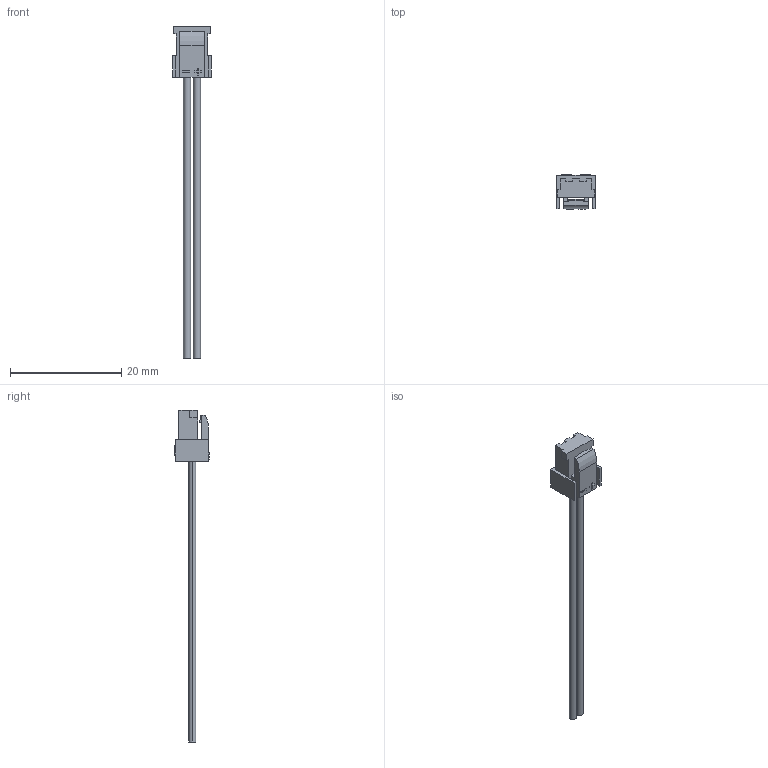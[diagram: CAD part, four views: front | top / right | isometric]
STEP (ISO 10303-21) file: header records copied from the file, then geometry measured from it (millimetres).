
FILE_DESCRIPTION (( 'STEP AP214' ), '1' );
FILE_NAME ('GSC-300.step', '2018-10-25T18:23:01', ( '' ), ( '' ), 'SwSTEP 2.0', 'SolidWorks 2018', '' );
FILE_SCHEMA (( 'AUTOMOTIVE_DESIGN' ));
Length unit declared in the file: inch
Products named in the file (1): GSC-300
Bounding box: 6.91 x 6.15 x 59.77 mm (x, y, z)
Volume: 393.1 mm3; surface area: 812.5 mm2
Topology: 1 solids, 1 shells, 97 faces, 261 edges, 174 vertices
Faces by surface type: plane 92, cylinder 5
Entity records: 3081 total; most frequent: CARTESIAN_POINT 533, ORIENTED_EDGE 522, DIRECTION 467, EDGE_CURVE 261, VECTOR 251, LINE 251, VERTEX_POINT 174, AXIS2_PLACEMENT_3D 108
